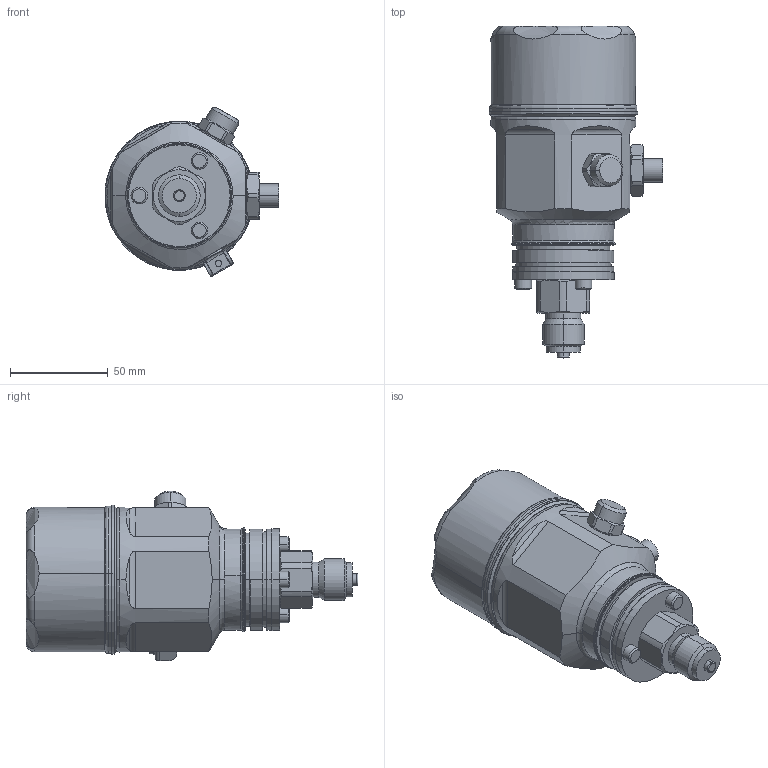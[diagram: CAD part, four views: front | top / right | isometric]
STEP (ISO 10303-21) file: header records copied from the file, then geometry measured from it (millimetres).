
FILE_DESCRIPTION((''),'2;1');
FILE_NAME('DM_CAD-2132_SW0001','2015-06-24T',('Creinig-se'),(''),'PRO/ENGINEER BY PARAMETRIC TECHNOLOGY CORPORATION, 2013050','PRO/ENGINEER BY PARAMETRIC TECHNOLOGY CORPORATION, 2013050','');
FILE_SCHEMA(('CONFIG_CONTROL_DESIGN'));
Length unit declared in the file: millimetre
Products named in the file (1): DM_CAD-2132_SW0001
Bounding box: 88.96 x 169.71 x 86.73 mm (x, y, z)
Volume: 489119.2 mm3; surface area: 50605.5 mm2
Topology: 2 solids, 2 shells, 271 faces, 662 edges, 422 vertices
Faces by surface type: cylinder 106, plane 89, cone 54, torus 20, sphere 2
Entity records: 13002 total; most frequent: CARTESIAN_POINT 4401, ORIENTED_EDGE 1320, DIRECTION 1315, EDGE_CURVE 660, AXIS2_PLACEMENT_3D 536, VERTEX_POINT 422, FILL_AREA_STYLE_COLOUR 334, FILL_AREA_STYLE 334
